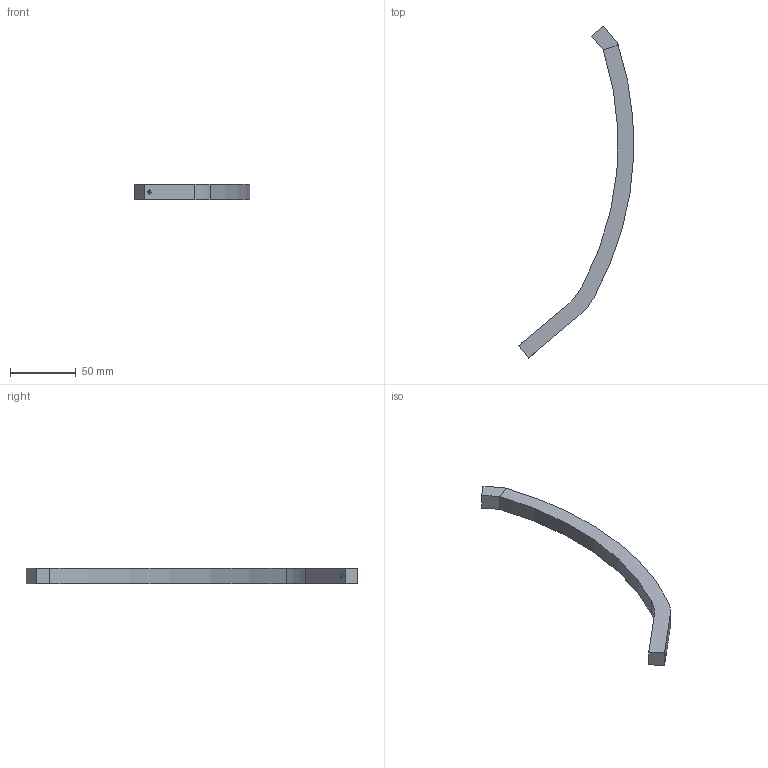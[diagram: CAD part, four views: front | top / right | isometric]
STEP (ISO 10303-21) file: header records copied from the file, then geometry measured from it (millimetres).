
FILE_DESCRIPTION (( 'STEP AP203' ), '1' );
FILE_NAME ('10_pole_50°.step', '2020-05-23T22:40:10', ( '' ), ( '' ), 'SwSTEP 2.0', 'SolidWorks 2019', '' );
FILE_SCHEMA (( 'CONFIG_CONTROL_DESIGN' ));
Length unit declared in the file: millimetre
Products named in the file (1): 10_pole_50ｰ
Bounding box: 87.98 x 253.22 x 12 mm (x, y, z)
Volume: 39720.8 mm3; surface area: 13943 mm2
Topology: 2 solids, 2 shells, 19 faces, 45 edges, 30 vertices
Faces by surface type: plane 12, cylinder 7
Entity records: 632 total; most frequent: DIRECTION 99, CARTESIAN_POINT 95, ORIENTED_EDGE 90, EDGE_CURVE 45, AXIS2_PLACEMENT_3D 34, VECTOR 31, LINE 31, VERTEX_POINT 30
